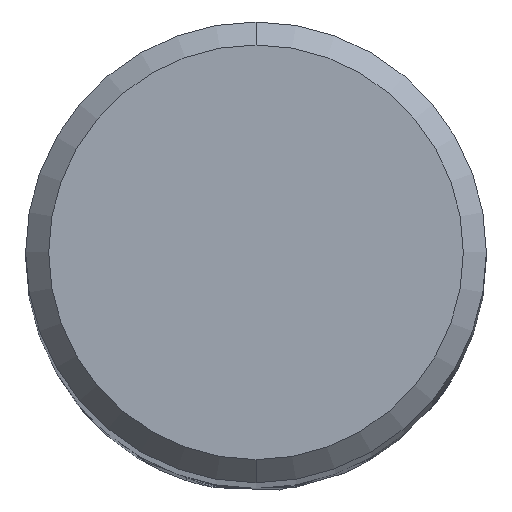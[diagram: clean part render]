
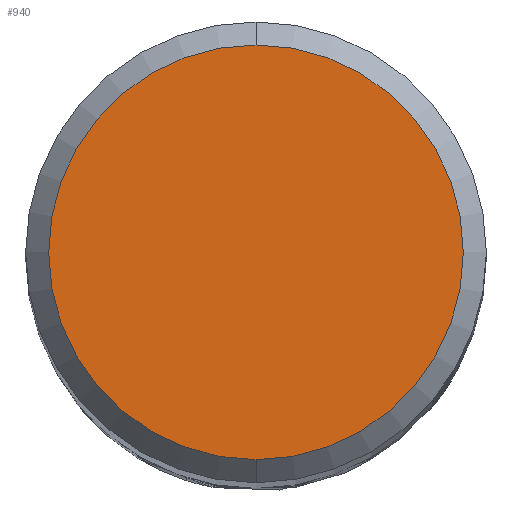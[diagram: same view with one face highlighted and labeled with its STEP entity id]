
A CAD part, top view. The second image highlights one B-rep face of the part: STEP entity #940.
In plain terms, the highlighted planar face has unit normal (0, 0, 1).
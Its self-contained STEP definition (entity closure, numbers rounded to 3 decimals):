
#778=EDGE_CURVE('',#888,#934,#1450,.T.);
#868=EDGE_CURVE('',#934,#888,#1550,.T.);
#888=VERTEX_POINT('',#1571);
#934=VERTEX_POINT('',#1620);
#940=ADVANCED_FACE('',(#1626),#1627,.T.);
#1450=CIRCLE('',#8560,3.6);
#1550=CIRCLE('',#8933,3.6);
#1571=CARTESIAN_POINT('',(0.,-3.6,0.0));
#1620=CARTESIAN_POINT('',(0.0,3.6,0.0));
#1626=FACE_OUTER_BOUND('',#9195,.T.);
#1627=PLANE('',#9196);
#8560=AXIS2_PLACEMENT_3D('',#9711,#9712,#9713);
#8933=AXIS2_PLACEMENT_3D('',#9829,#9830,#9831);
#9195=EDGE_LOOP('',(#9902,#9903));
#9196=AXIS2_PLACEMENT_3D('',#9904,#9905,#9906);
#9711=CARTESIAN_POINT('',(0.0,0.0,0.0));
#9712=DIRECTION('',(0.0,0.0,-1.0));
#9713=DIRECTION('',(0.0,1.0,0.0));
#9829=CARTESIAN_POINT('',(0.0,0.0,0.0));
#9830=DIRECTION('',(0.0,0.0,-1.0));
#9831=DIRECTION('',(0.0,1.0,0.0));
#9902=ORIENTED_EDGE('',*,*,#868,.F.);
#9903=ORIENTED_EDGE('',*,*,#778,.F.);
#9904=CARTESIAN_POINT('',(0.0,1.8,0.0));
#9905=DIRECTION('',(-0.0,0.0,1.0));
#9906=DIRECTION('',(0.0,-1.0,0.0));
